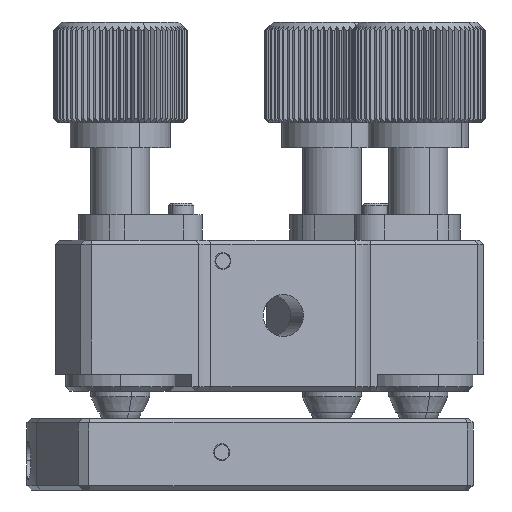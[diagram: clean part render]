
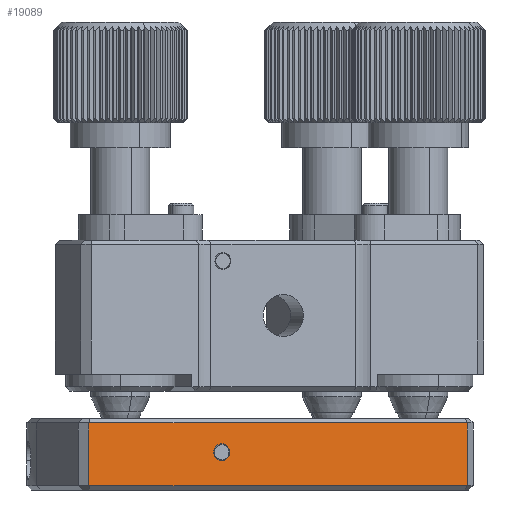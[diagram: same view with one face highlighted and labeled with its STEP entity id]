
A CAD part, left-side view. The second image highlights one B-rep face of the part: STEP entity #19089.
In plain terms, the highlighted planar face has unit normal (-0.96, -0.279, 0).
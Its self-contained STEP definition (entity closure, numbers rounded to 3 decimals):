
#266 = ORIENTED_EDGE ( 'NONE', *, *, #16706, .F. ) ;
#1672 = CARTESIAN_POINT ( 'NONE',  ( -29.652, -1.577, 0.295 ) ) ;
#1901 = ORIENTED_EDGE ( 'NONE', *, *, #19754, .F. ) ;
#2560 = CARTESIAN_POINT ( 'NONE',  ( -34.253, 14.268, -3.705 ) ) ;
#3032 = VECTOR ( 'NONE', #31298, 1000. ) ;
#3076 = LINE ( 'NONE', #16057, #30453 ) ;
#4021 = VERTEX_POINT ( 'NONE', #23569 ) ;
#4131 = ORIENTED_EDGE ( 'NONE', *, *, #15884, .T. ) ;
#4317 = LINE ( 'NONE', #25995, #3032 ) ;
#4324 = EDGE_LOOP ( 'NONE', ( #1901, #23826 ) ) ;
#4547 = AXIS2_PLACEMENT_3D ( 'NONE', #1672, #7036, #9665 ) ;
#4714 = DIRECTION ( 'NONE',  ( 0.96, 0.279, 0. ) ) ;
#5468 = DIRECTION ( 'NONE',  ( -0.96, -0.279, 0. ) ) ;
#7036 = DIRECTION ( 'NONE',  ( -0.96, -0.279, 0. ) ) ;
#7063 = FACE_BOUND ( 'NONE', #4324, .T. ) ;
#7731 = EDGE_LOOP ( 'NONE', ( #4131, #21149, #266, #21909 ) ) ;
#8833 = DIRECTION ( 'NONE',  ( -0.279, 0.96, 0. ) ) ;
#9364 = CARTESIAN_POINT ( 'NONE',  ( -21.147, -30.867, 4.295 ) ) ;
#9665 = DIRECTION ( 'NONE',  ( 0., 0., 1. ) ) ;
#10061 = LINE ( 'NONE', #9364, #29180 ) ;
#10389 = CARTESIAN_POINT ( 'NONE',  ( -29.652, -1.577, -0.705 ) ) ;
#10758 = FACE_OUTER_BOUND ( 'NONE', #7731, .T. ) ;
#10992 = CARTESIAN_POINT ( 'NONE',  ( -34.253, 14.268, 3.795 ) ) ;
#12522 = CIRCLE ( 'NONE', #4547, 1. ) ;
#12812 = PLANE ( 'NONE',  #33375 ) ;
#15134 = DIRECTION ( 'NONE',  ( 0., 0., -1. ) ) ;
#15884 = EDGE_CURVE ( 'NONE', #33310, #29714, #3076, .T. ) ;
#16057 = CARTESIAN_POINT ( 'NONE',  ( -34.253, 14.268, 4.295 ) ) ;
#16706 = EDGE_CURVE ( 'NONE', #33898, #29225, #10061, .T. ) ;
#16872 = LINE ( 'NONE', #33036, #25981 ) ;
#17491 = CARTESIAN_POINT ( 'NONE',  ( -21.147, -30.867, 3.795 ) ) ;
#19089 = ADVANCED_FACE ( 'NONE', ( #7063, #10758 ), #12812, .F. ) ;
#19754 = EDGE_CURVE ( 'NONE', #4021, #31678, #22341, .T. ) ;
#21149 = ORIENTED_EDGE ( 'NONE', *, *, #24995, .T. ) ;
#21909 = ORIENTED_EDGE ( 'NONE', *, *, #30856, .T. ) ;
#22260 = DIRECTION ( 'NONE',  ( 0., 0., -1. ) ) ;
#22341 = CIRCLE ( 'NONE', #26577, 1. ) ;
#23483 = CARTESIAN_POINT ( 'NONE',  ( -21.147, -30.867, 4.295 ) ) ;
#23569 = CARTESIAN_POINT ( 'NONE',  ( -29.652, -1.577, 1.295 ) ) ;
#23826 = ORIENTED_EDGE ( 'NONE', *, *, #26831, .F. ) ;
#23949 = DIRECTION ( 'NONE',  ( 0., 0., -1. ) ) ;
#24995 = EDGE_CURVE ( 'NONE', #29714, #29225, #4317, .T. ) ;
#25981 = VECTOR ( 'NONE', #8833, 1000. ) ;
#25995 = CARTESIAN_POINT ( 'NONE',  ( -21.147, -30.867, -3.705 ) ) ;
#26232 = CARTESIAN_POINT ( 'NONE',  ( -29.652, -1.577, 0.295 ) ) ;
#26577 = AXIS2_PLACEMENT_3D ( 'NONE', #26232, #5468, #31870 ) ;
#26831 = EDGE_CURVE ( 'NONE', #31678, #4021, #12522, .T. ) ;
#29180 = VECTOR ( 'NONE', #22260, 1000. ) ;
#29225 = VERTEX_POINT ( 'NONE', #31806 ) ;
#29714 = VERTEX_POINT ( 'NONE', #2560 ) ;
#30453 = VECTOR ( 'NONE', #23949, 1000. ) ;
#30856 = EDGE_CURVE ( 'NONE', #33898, #33310, #16872, .T. ) ;
#31298 = DIRECTION ( 'NONE',  ( 0.279, -0.96, 0. ) ) ;
#31678 = VERTEX_POINT ( 'NONE', #10389 ) ;
#31806 = CARTESIAN_POINT ( 'NONE',  ( -21.147, -30.867, -3.705 ) ) ;
#31870 = DIRECTION ( 'NONE',  ( 0., 0., 1. ) ) ;
#33036 = CARTESIAN_POINT ( 'NONE',  ( -34.253, 14.268, 3.795 ) ) ;
#33310 = VERTEX_POINT ( 'NONE', #10992 ) ;
#33375 = AXIS2_PLACEMENT_3D ( 'NONE', #23483, #4714, #15134 ) ;
#33898 = VERTEX_POINT ( 'NONE', #17491 ) ;
